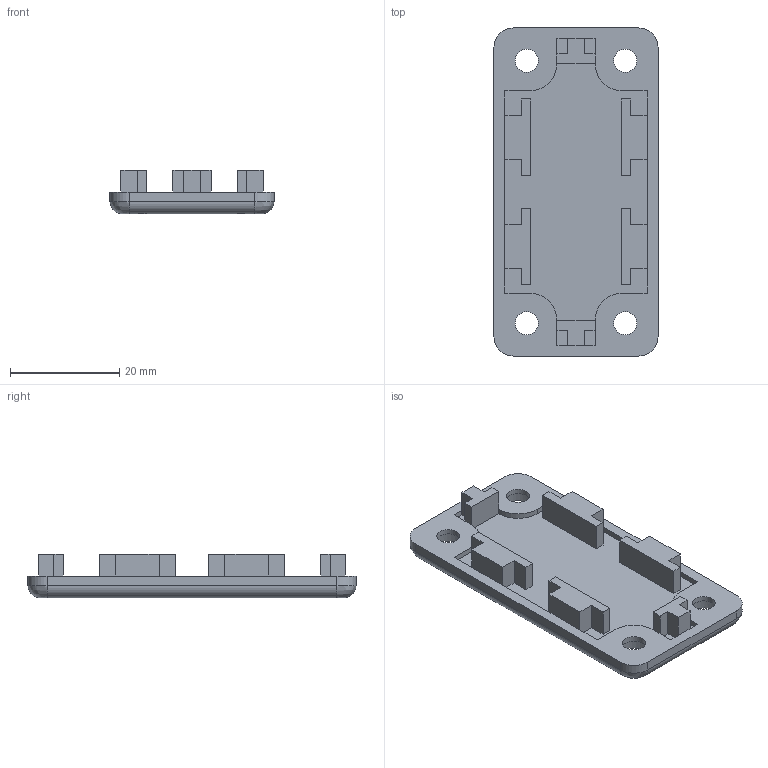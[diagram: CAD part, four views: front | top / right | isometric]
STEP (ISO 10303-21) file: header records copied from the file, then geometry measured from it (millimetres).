
FILE_DESCRIPTION(/* description */ (''),/* implementation_level */ '2;1');
FILE_NAME(/* name */ 'SZ0048S.stp',/* time_stamp */ '2022-03-04T08:54:27+01:00',/* author */ ('matthiasboeke'),/* organization */ (''),/* preprocessor_version */ 'ST-DEVELOPER v18.1',/* originating_system */ 'Autodesk Inventor 2020',/* authorisation */ '');
FILE_SCHEMA (('AUTOMOTIVE_DESIGN { 1 0 10303 214 3 1 1 }'));
Length unit declared in the file: millimetre
Products named in the file (1): SZ0048S
Bounding box: 30 x 60 x 8 mm (x, y, z)
Volume: 6341.7 mm3; surface area: 5400.8 mm2
Topology: 1 solids, 1 shells, 115 faces, 312 edges, 200 vertices
Faces by surface type: plane 91, cylinder 20, bspline 4
Full cylindrical faces by diameter (mm): 4.2 x4, 8.2 x4
Entity records: 3695 total; most frequent: CARTESIAN_POINT 734, ORIENTED_EDGE 624, DIRECTION 580, EDGE_CURVE 312, LINE 248, VECTOR 248, VERTEX_POINT 200, AXIS2_PLACEMENT_3D 166
